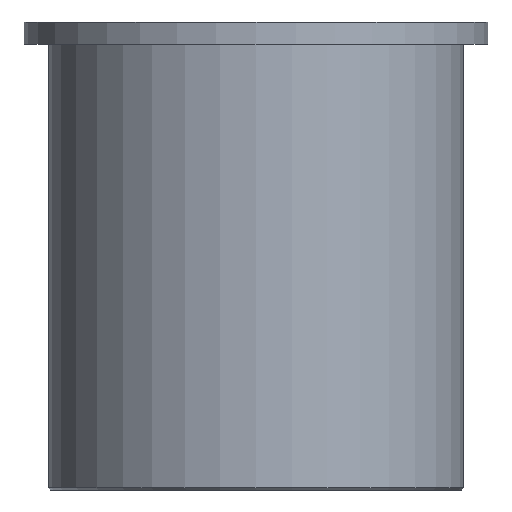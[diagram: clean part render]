
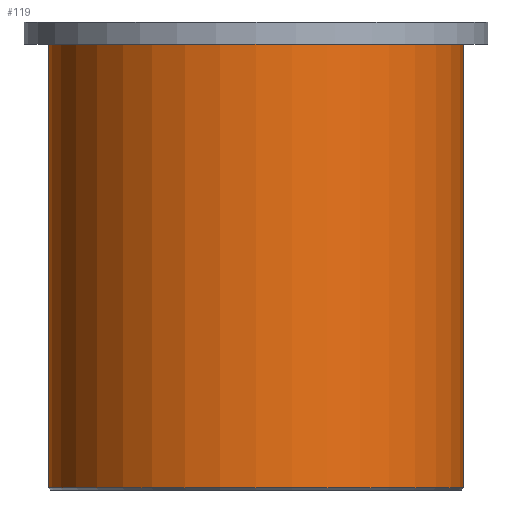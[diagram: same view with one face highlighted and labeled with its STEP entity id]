
A CAD part, front view. The second image highlights one B-rep face of the part: STEP entity #119.
In plain terms, the highlighted cylindrical face has radius 51 mm (diameter 102 mm), a full revolution.
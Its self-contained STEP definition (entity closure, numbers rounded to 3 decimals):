
#22=CYLINDRICAL_SURFACE('',#157,51.);
#28=FACE_OUTER_BOUND('',#37,.T.);
#37=EDGE_LOOP('',(#100,#101,#102,#103,#104));
#46=LINE('',#229,#51);
#51=VECTOR('',#194,51.);
#57=CIRCLE('',#154,51.);
#58=CIRCLE('',#155,51.);
#60=CIRCLE('',#158,51.);
#66=VERTEX_POINT('',#219);
#67=VERTEX_POINT('',#220);
#69=VERTEX_POINT('',#227);
#77=EDGE_CURVE('',#66,#67,#57,.T.);
#78=EDGE_CURVE('',#67,#66,#58,.T.);
#81=EDGE_CURVE('',#69,#69,#60,.T.);
#82=EDGE_CURVE('',#69,#67,#46,.T.);
#100=ORIENTED_EDGE('',*,*,#81,.T.);
#101=ORIENTED_EDGE('',*,*,#82,.T.);
#102=ORIENTED_EDGE('',*,*,#77,.F.);
#103=ORIENTED_EDGE('',*,*,#78,.F.);
#104=ORIENTED_EDGE('',*,*,#82,.F.);
#119=ADVANCED_FACE('',(#28),#22,.T.);
#154=AXIS2_PLACEMENT_3D('',#221,#183,#184);
#155=AXIS2_PLACEMENT_3D('',#222,#185,#186);
#157=AXIS2_PLACEMENT_3D('',#226,#190,#191);
#158=AXIS2_PLACEMENT_3D('',#228,#192,#193);
#183=DIRECTION('center_axis',(0.,0.,-1.));
#184=DIRECTION('ref_axis',(-1.,0.,0.));
#185=DIRECTION('center_axis',(0.,0.,-1.));
#186=DIRECTION('ref_axis',(-1.,0.,0.));
#190=DIRECTION('center_axis',(0.,0.,1.));
#191=DIRECTION('ref_axis',(1.,0.,0.));
#192=DIRECTION('center_axis',(0.,0.,-1.));
#193=DIRECTION('ref_axis',(1.,0.,0.));
#194=DIRECTION('',(0.,0.,-1.));
#219=CARTESIAN_POINT('',(51.,0.,0.5));
#220=CARTESIAN_POINT('',(-51.,0.,0.5));
#221=CARTESIAN_POINT('Origin',(0.,0.,0.5));
#222=CARTESIAN_POINT('Origin',(0.,0.,0.5));
#226=CARTESIAN_POINT('Origin',(0.,0.,0.));
#227=CARTESIAN_POINT('',(-51.,0.,109.5));
#228=CARTESIAN_POINT('Origin',(0.,0.,109.5));
#229=CARTESIAN_POINT('',(-51.,0.,0.));
